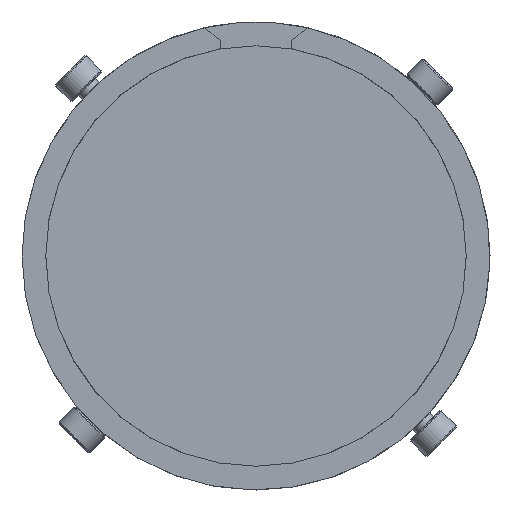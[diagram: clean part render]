
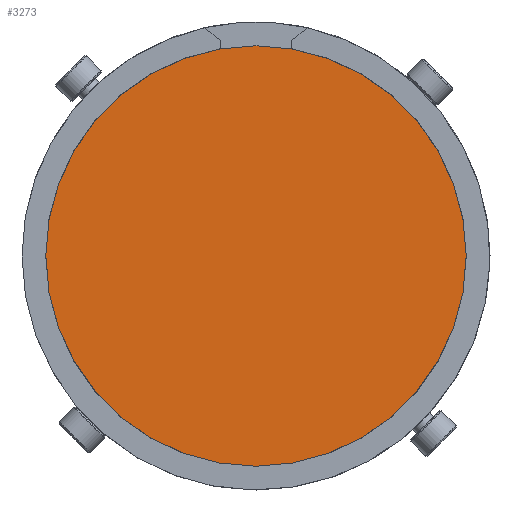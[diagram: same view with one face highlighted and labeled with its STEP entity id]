
A CAD part, left-side view. The second image highlights one B-rep face of the part: STEP entity #3273.
In plain terms, the highlighted planar face has unit normal (-1, 0, 0).
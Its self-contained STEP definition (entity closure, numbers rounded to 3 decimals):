
#341=CIRCLE('',#3665,26.5);
#538=FACE_OUTER_BOUND('',#761,.T.);
#761=EDGE_LOOP('',(#2390));
#1456=VERTEX_POINT('',#5430);
#1803=EDGE_CURVE('',#1456,#1456,#341,.T.);
#2390=ORIENTED_EDGE('',*,*,#1803,.F.);
#3138=PLANE('',#3664);
#3273=ADVANCED_FACE('',(#538),#3138,.T.);
#3664=AXIS2_PLACEMENT_3D('',#5429,#4255,#4256);
#3665=AXIS2_PLACEMENT_3D('',#5431,#4257,#4258);
#4255=DIRECTION('center_axis',(-1.,0.,0.));
#4256=DIRECTION('ref_axis',(0.,0.,1.));
#4257=DIRECTION('center_axis',(1.,0.,0.));
#4258=DIRECTION('ref_axis',(0.,0.,-1.));
#5429=CARTESIAN_POINT('Origin',(-5.,26.5,0.));
#5430=CARTESIAN_POINT('',(-5.,-26.5,0.));
#5431=CARTESIAN_POINT('Origin',(-5.,0.,0.));
